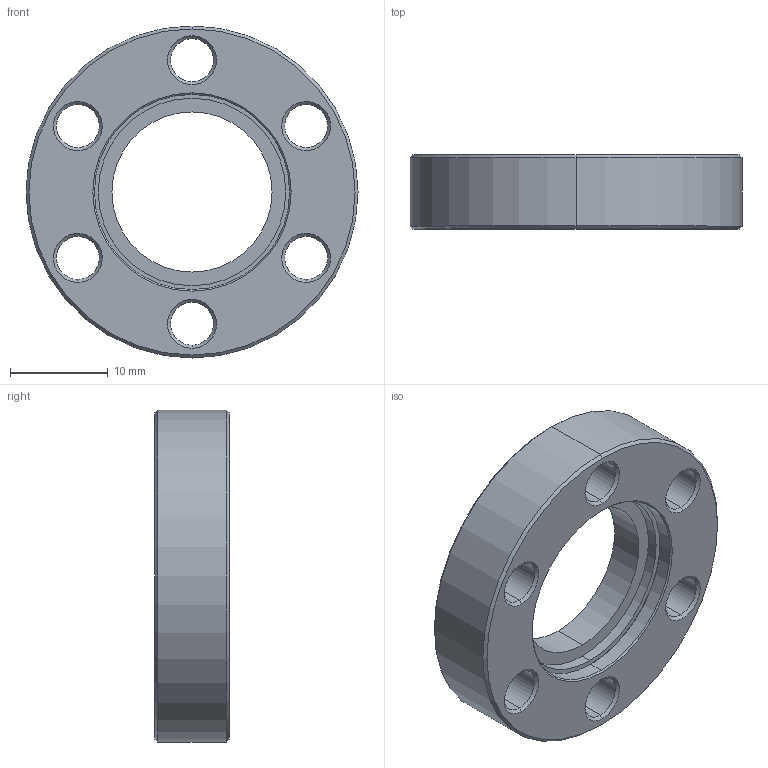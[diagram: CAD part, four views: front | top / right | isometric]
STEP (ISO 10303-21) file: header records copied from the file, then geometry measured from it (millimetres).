
FILE_DESCRIPTION (( 'STEP AP214' ), '1' );
FILE_NAME ('Hositrad_CF16-19R.STEP', '2013-08-30T10:57:48', ( '' ), ( '' ), 'SwSTEP 2.0', 'SolidWorks 2013', '' );
FILE_SCHEMA (( 'AUTOMOTIVE_DESIGN' ));
Length unit declared in the file: millimetre
Products named in the file (3): NW16CF-Innerring; NW16CF-Outerring; Hositrad_CF16-19R
Assembly tree (2 placements, depth 2):
  Hositrad_CF16-19R
    NW16CF-Outerring
    NW16CF-Innerring
Bounding box: 34 x 7.6 x 34 mm (x, y, z)
Volume: 4154.4 mm3; surface area: 3758.5 mm2
Topology: 2 solids, 2 shells, 68 faces, 148 edges, 86 vertices
Faces by surface type: cone 38, cylinder 24, plane 6
Entity records: 1996 total; most frequent: DIRECTION 380, CARTESIAN_POINT 307, ORIENTED_EDGE 296, AXIS2_PLACEMENT_3D 159, EDGE_CURVE 148, CIRCLE 86, EDGE_LOOP 86, VERTEX_POINT 86
